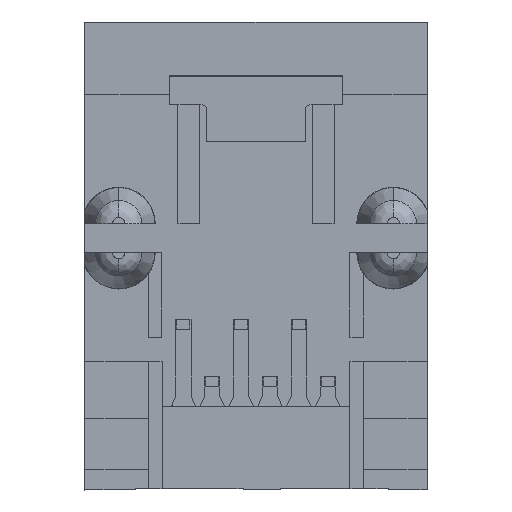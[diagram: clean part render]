
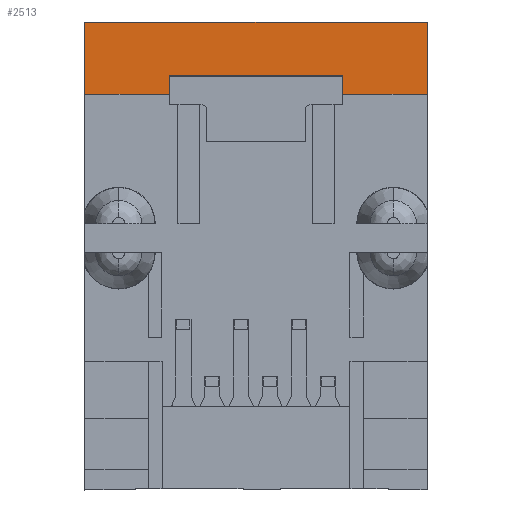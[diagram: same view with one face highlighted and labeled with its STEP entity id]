
A CAD part, front view. The second image highlights one B-rep face of the part: STEP entity #2513.
In plain terms, the highlighted planar face has unit normal (0, -1, 0).
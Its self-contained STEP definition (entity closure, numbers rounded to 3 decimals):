
#42 = VECTOR ( 'NONE', #15408, 1000. ) ;
#392 = DIRECTION ( 'NONE',  ( 0., 1., 0. ) ) ;
#587 = CARTESIAN_POINT ( 'NONE',  ( -12.007, -12.287, 0.028 ) ) ;
#685 = DIRECTION ( 'NONE',  ( -1., 0., 0. ) ) ;
#774 = ORIENTED_EDGE ( 'NONE', *, *, #14806, .F. ) ;
#863 = EDGE_CURVE ( 'NONE', #16465, #2943, #10603, .T. ) ;
#1122 = EDGE_CURVE ( 'NONE', #5647, #7816, #3660, .T. ) ;
#1124 = EDGE_CURVE ( 'NONE', #5475, #6020, #14415, .T. ) ;
#1201 = LINE ( 'NONE', #6195, #15126 ) ;
#2108 = ORIENTED_EDGE ( 'NONE', *, *, #1124, .F. ) ;
#2198 = LINE ( 'NONE', #2647, #14852 ) ;
#2513 = ADVANCED_FACE ( 'NONE', ( #7600 ), #16595, .F. ) ;
#2647 = CARTESIAN_POINT ( 'NONE',  ( 0.094, -12.287, -16.518 ) ) ;
#2722 = CARTESIAN_POINT ( 'NONE',  ( 0.094, -12.287, -2.52 ) ) ;
#2729 = ORIENTED_EDGE ( 'NONE', *, *, #2823, .F. ) ;
#2823 = EDGE_CURVE ( 'NONE', #7816, #5475, #3388, .T. ) ;
#2943 = VERTEX_POINT ( 'NONE', #7975 ) ;
#3137 = EDGE_CURVE ( 'NONE', #13585, #11283, #12649, .T. ) ;
#3388 = LINE ( 'NONE', #11775, #13704 ) ;
#3527 = CARTESIAN_POINT ( 'NONE',  ( -12.007, -12.287, -2.52 ) ) ;
#3660 = LINE ( 'NONE', #8645, #42 ) ;
#4527 = CARTESIAN_POINT ( 'NONE',  ( -9.025, -12.287, -2.52 ) ) ;
#4994 = AXIS2_PLACEMENT_3D ( 'NONE', #8448, #392, #9823 ) ;
#5210 = CARTESIAN_POINT ( 'NONE',  ( 0.094, -12.287, 0.028 ) ) ;
#5367 = DIRECTION ( 'NONE',  ( 0., 0., -1. ) ) ;
#5475 = VERTEX_POINT ( 'NONE', #17036 ) ;
#5477 = VECTOR ( 'NONE', #685, 1000. ) ;
#5617 = LINE ( 'NONE', #8610, #9179 ) ;
#5647 = VERTEX_POINT ( 'NONE', #4527 ) ;
#5692 = CARTESIAN_POINT ( 'NONE',  ( -9.025, -12.287, -1.878 ) ) ;
#6020 = VERTEX_POINT ( 'NONE', #5210 ) ;
#6195 = CARTESIAN_POINT ( 'NONE',  ( -2.887, -12.287, -2.86 ) ) ;
#6811 = VECTOR ( 'NONE', #11365, 1000. ) ;
#7033 = VECTOR ( 'NONE', #10483, 1000. ) ;
#7600 = FACE_OUTER_BOUND ( 'NONE', #16852, .T. ) ;
#7789 = ORIENTED_EDGE ( 'NONE', *, *, #1122, .F. ) ;
#7816 = VERTEX_POINT ( 'NONE', #3527 ) ;
#7842 = ORIENTED_EDGE ( 'NONE', *, *, #3137, .F. ) ;
#7975 = CARTESIAN_POINT ( 'NONE',  ( -2.887, -12.287, -2.52 ) ) ;
#8229 = ORIENTED_EDGE ( 'NONE', *, *, #13171, .F. ) ;
#8448 = CARTESIAN_POINT ( 'NONE',  ( -12.007, -12.287, -2.52 ) ) ;
#8610 = CARTESIAN_POINT ( 'NONE',  ( -9.025, -12.287, -2.86 ) ) ;
#8645 = CARTESIAN_POINT ( 'NONE',  ( -12.007, -12.287, -2.52 ) ) ;
#8678 = DIRECTION ( 'NONE',  ( 0., 0., -1. ) ) ;
#8867 = DIRECTION ( 'NONE',  ( 0., 0., 1. ) ) ;
#9127 = CARTESIAN_POINT ( 'NONE',  ( -12.007, -12.287, -2.52 ) ) ;
#9179 = VECTOR ( 'NONE', #8678, 1000. ) ;
#9823 = DIRECTION ( 'NONE',  ( 0., 0., 1. ) ) ;
#10232 = ORIENTED_EDGE ( 'NONE', *, *, #863, .F. ) ;
#10412 = DIRECTION ( 'NONE',  ( 0., 0., 1. ) ) ;
#10483 = DIRECTION ( 'NONE',  ( -1., 0., 0. ) ) ;
#10603 = LINE ( 'NONE', #9127, #7033 ) ;
#11283 = VERTEX_POINT ( 'NONE', #5692 ) ;
#11365 = DIRECTION ( 'NONE',  ( 1., 0., 0. ) ) ;
#11775 = CARTESIAN_POINT ( 'NONE',  ( -12.007, -12.287, -2.52 ) ) ;
#12588 = CARTESIAN_POINT ( 'NONE',  ( -12.007, -12.287, -1.878 ) ) ;
#12649 = LINE ( 'NONE', #12588, #5477 ) ;
#12742 = ORIENTED_EDGE ( 'NONE', *, *, #13577, .F. ) ;
#13171 = EDGE_CURVE ( 'NONE', #2943, #13585, #1201, .T. ) ;
#13577 = EDGE_CURVE ( 'NONE', #11283, #5647, #5617, .T. ) ;
#13585 = VERTEX_POINT ( 'NONE', #16817 ) ;
#13704 = VECTOR ( 'NONE', #10412, 1000. ) ;
#14415 = LINE ( 'NONE', #587, #6811 ) ;
#14806 = EDGE_CURVE ( 'NONE', #6020, #16465, #2198, .T. ) ;
#14852 = VECTOR ( 'NONE', #5367, 1000. ) ;
#15126 = VECTOR ( 'NONE', #8867, 1000. ) ;
#15408 = DIRECTION ( 'NONE',  ( -1., 0., 0. ) ) ;
#16465 = VERTEX_POINT ( 'NONE', #2722 ) ;
#16595 = PLANE ( 'NONE',  #4994 ) ;
#16817 = CARTESIAN_POINT ( 'NONE',  ( -2.887, -12.287, -1.878 ) ) ;
#16852 = EDGE_LOOP ( 'NONE', ( #2108, #2729, #7789, #12742, #7842, #8229, #10232, #774 ) ) ;
#17036 = CARTESIAN_POINT ( 'NONE',  ( -12.007, -12.287, 0.028 ) ) ;
